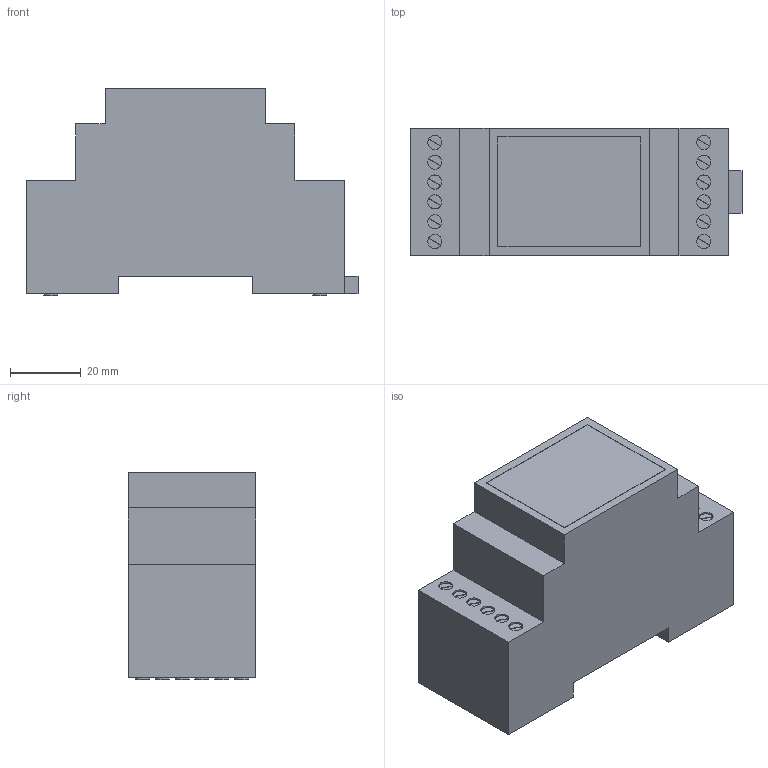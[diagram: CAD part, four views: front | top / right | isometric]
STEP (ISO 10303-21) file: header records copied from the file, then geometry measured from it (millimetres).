
FILE_DESCRIPTION(('STEP AP214'),'1');
FILE_NAME('RMF.stp','2021-03-22T13:00:11',(' '),(' '),'Spatial InterOp 3D',' ',' ');
FILE_SCHEMA(('AUTOMOTIVE_DESIGN { 1 0 10303 214 1 1 1 1 }'));
Length unit declared in the file: millimetre
Products named in the file (1): 1615461338
Bounding box: 93.8 x 36 x 58.5 mm (x, y, z)
Volume: 148962.1 mm3; surface area: 19600 mm2
Topology: 1 solids, 1 shells, 123 faces, 288 edges, 192 vertices
Faces by surface type: plane 99, cylinder 24
Full cylindrical faces by diameter (mm): 4 x24
Entity records: 4743 total; most frequent: CARTESIAN_POINT 1072, DIRECTION 536, ORIENTED_EDGE 504, EDGE_CURVE 252, AXIS2_PLACEMENT_3D 184, VERTEX_POINT 180, EDGE_LOOP 172, LINE 168
